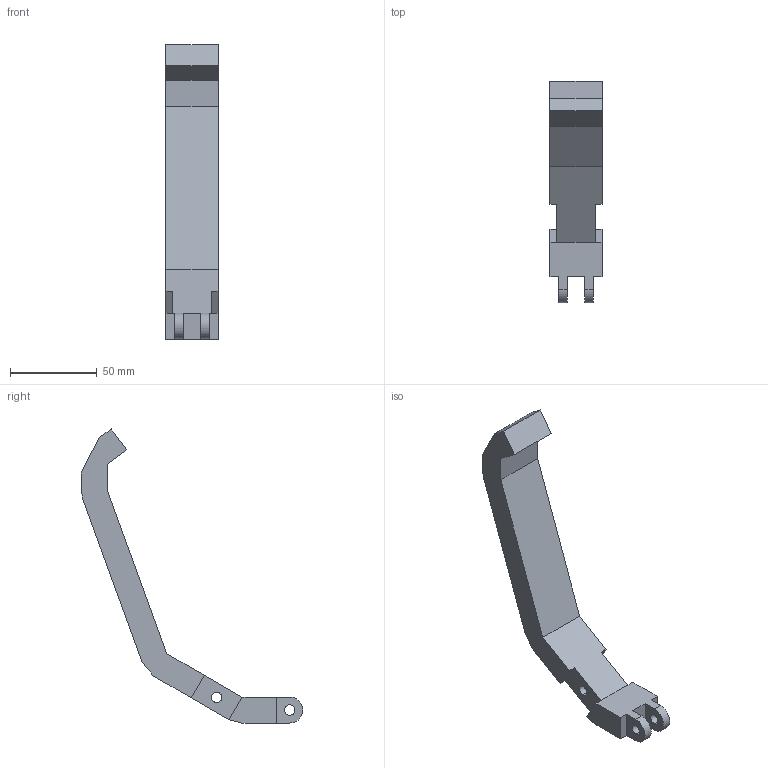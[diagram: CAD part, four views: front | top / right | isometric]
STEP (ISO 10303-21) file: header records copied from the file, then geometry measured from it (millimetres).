
FILE_DESCRIPTION (( 'STEP AP203' ), '1' );
FILE_NAME ('Fingertip_Grip_sldprt.STEP', '2023-03-11T01:34:08', ( '' ), ( '' ), 'SwSTEP 2.0', 'SolidWorks 2020', '' );
FILE_SCHEMA (( 'CONFIG_CONTROL_DESIGN' ));
Length unit declared in the file: millimetre
Products named in the file (1): Fingertip_Grip_sldprt
Bounding box: 30 x 127.5 x 169.34 mm (x, y, z)
Volume: 94140.2 mm3; surface area: 21621.3 mm2
Topology: 1 solids, 1 shells, 40 faces, 110 edges, 72 vertices
Faces by surface type: plane 32, cylinder 8
Entity records: 1347 total; most frequent: CARTESIAN_POINT 223, ORIENTED_EDGE 220, DIRECTION 208, EDGE_CURVE 110, VECTOR 94, LINE 94, VERTEX_POINT 72, AXIS2_PLACEMENT_3D 57
